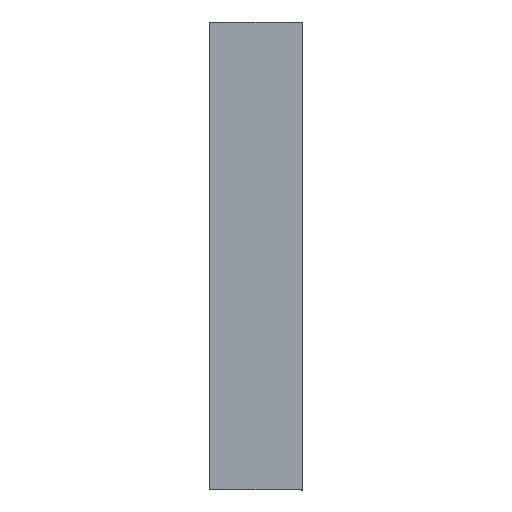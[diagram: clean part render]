
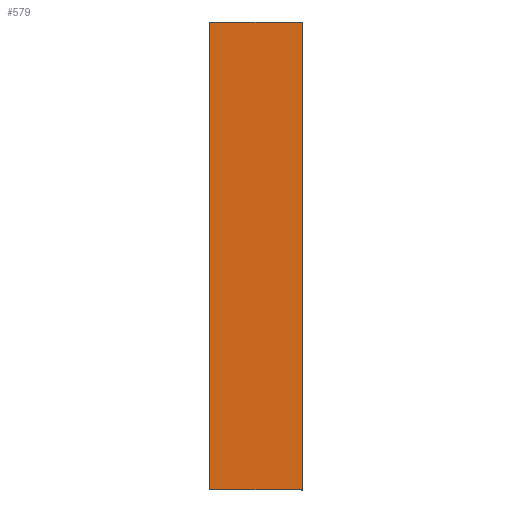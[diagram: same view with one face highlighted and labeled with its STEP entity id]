
A CAD part, front view. The second image highlights one B-rep face of the part: STEP entity #579.
In plain terms, the highlighted planar face has unit normal (0, -1, 0).
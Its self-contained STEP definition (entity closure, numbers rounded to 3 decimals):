
#6 = VERTEX_POINT ( 'NONE', #320 ) ;
#7 = VECTOR ( 'NONE', #160, 1000. ) ;
#49 = AXIS2_PLACEMENT_3D ( 'NONE', #78, #1035, #258 ) ;
#63 = VECTOR ( 'NONE', #342, 1000. ) ;
#78 = CARTESIAN_POINT ( 'NONE',  ( -299., -1., 1500. ) ) ;
#109 = CARTESIAN_POINT ( 'NONE',  ( -298., -1., -1500. ) ) ;
#131 = CARTESIAN_POINT ( 'NONE',  ( -299., -1., -1500. ) ) ;
#136 = LINE ( 'NONE', #131, #307 ) ;
#160 = DIRECTION ( 'NONE',  ( 0., 0., -1. ) ) ;
#163 = PLANE ( 'NONE',  #49 ) ;
#165 = LINE ( 'NONE', #440, #63 ) ;
#184 = DIRECTION ( 'NONE',  ( -1., 0., 0. ) ) ;
#258 = DIRECTION ( 'NONE',  ( 0., 0., -1. ) ) ;
#307 = VECTOR ( 'NONE', #837, 1000. ) ;
#320 = CARTESIAN_POINT ( 'NONE',  ( 298., -1., -1500. ) ) ;
#342 = DIRECTION ( 'NONE',  ( 0., 0., -1. ) ) ;
#351 = LINE ( 'NONE', #437, #7 ) ;
#367 = EDGE_CURVE ( 'NONE', #6, #741, #136, .T. ) ;
#437 = CARTESIAN_POINT ( 'NONE',  ( -298., -1., 1500. ) ) ;
#440 = CARTESIAN_POINT ( 'NONE',  ( 298., -1., 1500. ) ) ;
#468 = CARTESIAN_POINT ( 'NONE',  ( -299., -1., 1500. ) ) ;
#471 = ORIENTED_EDGE ( 'NONE', *, *, #1088, .F. ) ;
#549 = VERTEX_POINT ( 'NONE', #1110 ) ;
#552 = EDGE_LOOP ( 'NONE', ( #1002, #471, #599, #1011 ) ) ;
#579 = ADVANCED_FACE ( 'NONE', ( #946 ), #163, .T. ) ;
#599 = ORIENTED_EDGE ( 'NONE', *, *, #856, .T. ) ;
#741 = VERTEX_POINT ( 'NONE', #109 ) ;
#837 = DIRECTION ( 'NONE',  ( -1., 0., 0. ) ) ;
#856 = EDGE_CURVE ( 'NONE', #549, #975, #966, .T. ) ;
#946 = FACE_OUTER_BOUND ( 'NONE', #552, .T. ) ;
#966 = LINE ( 'NONE', #468, #990 ) ;
#975 = VERTEX_POINT ( 'NONE', #1009 ) ;
#990 = VECTOR ( 'NONE', #184, 1000. ) ;
#1002 = ORIENTED_EDGE ( 'NONE', *, *, #367, .F. ) ;
#1009 = CARTESIAN_POINT ( 'NONE',  ( -298., -1., 1500. ) ) ;
#1011 = ORIENTED_EDGE ( 'NONE', *, *, #1039, .T. ) ;
#1035 = DIRECTION ( 'NONE',  ( 0., -1., 0. ) ) ;
#1039 = EDGE_CURVE ( 'NONE', #975, #741, #351, .T. ) ;
#1088 = EDGE_CURVE ( 'NONE', #549, #6, #165, .T. ) ;
#1110 = CARTESIAN_POINT ( 'NONE',  ( 298., -1., 1500. ) ) ;
